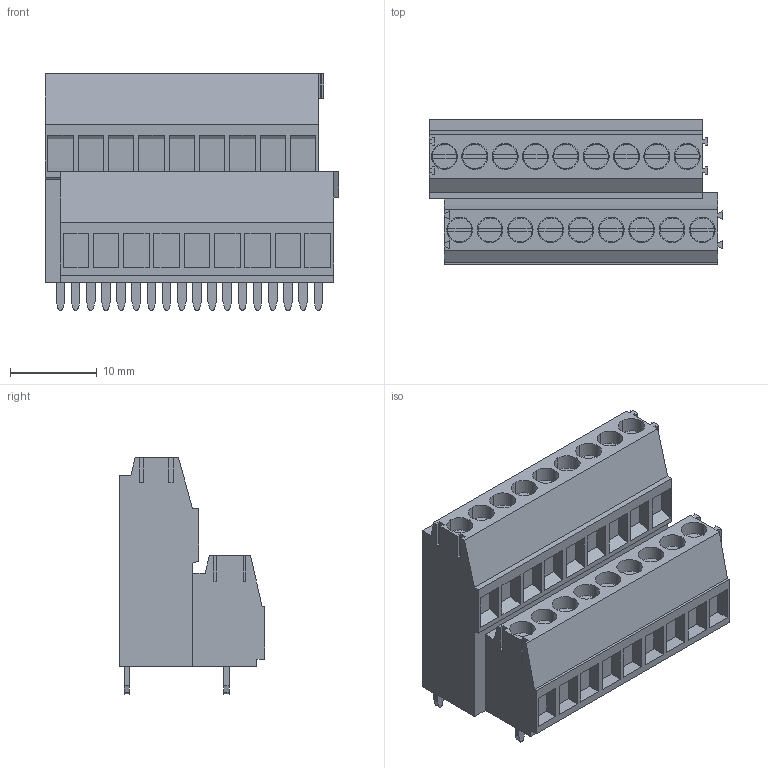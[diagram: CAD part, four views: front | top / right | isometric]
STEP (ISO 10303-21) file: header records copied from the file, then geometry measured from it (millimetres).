
FILE_DESCRIPTION(('CATIA V5 STEP Exchange','CAx-IF Rec.Pracs.--- Model Styling and Organization---1.4--- 2014-01-23'),'2;1');
FILE_NAME ('D1454724_1_1703770000_1703770000.stp','2023-03-16T07:43:32+00:00',('none'),('Weidmueller'),'CATIA Version 5-6 Release 2016 SP3 HF44','CATIA V5 STEP AP214','none');
FILE_SCHEMA(('AUTOMOTIVE_DESIGN { 1 0 10303 214 1 1 1 1 }'));
Length unit declared in the file: millimetre
Products named in the file (1): 1703770000
Bounding box: 33.85 x 16.75 x 27.3 mm (x, y, z)
Volume: 8642.7 mm3; surface area: 5101.8 mm2
Topology: 37 solids, 37 shells, 548 faces, 1290 edges, 861 vertices
Faces by surface type: plane 440, cylinder 108
Entity records: 14278 total; most frequent: ORIENTED_EDGE 2580, CARTESIAN_POINT 2547, DIRECTION 1916, EDGE_CURVE 1290, VECTOR 998, LINE 998, VERTEX_POINT 861, AXIS2_PLACEMENT_3D 601
